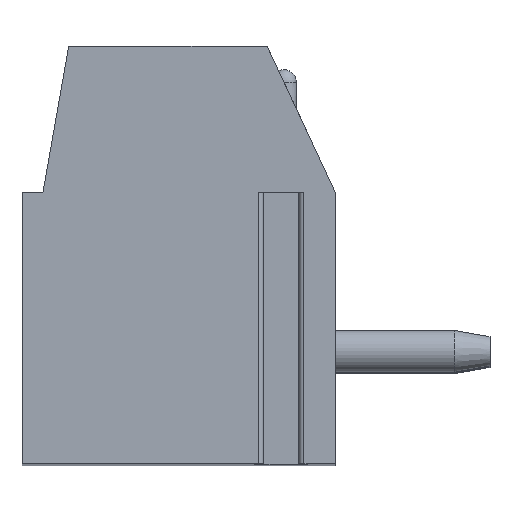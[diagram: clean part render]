
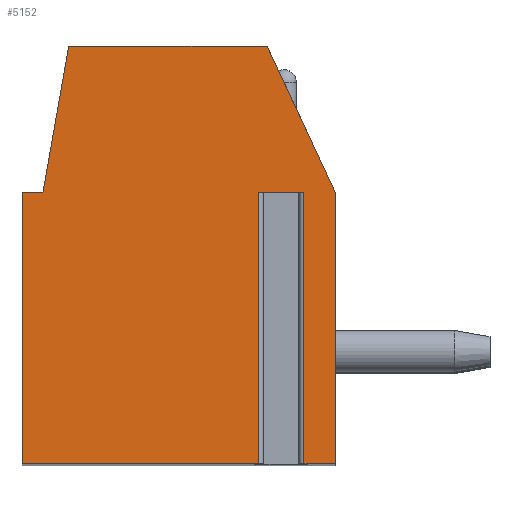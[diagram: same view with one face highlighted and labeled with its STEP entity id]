
A CAD part, top view. The second image highlights one B-rep face of the part: STEP entity #5152.
In plain terms, the highlighted planar face has unit normal (0, 0, 1).
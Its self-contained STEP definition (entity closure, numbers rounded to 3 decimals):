
#13=DIRECTION('',(-1.,0.,0.));
#14=VECTOR('',#13,1.097);
#15=CARTESIAN_POINT('',(2.998,1.5,22.86));
#16=LINE('',#15,#14);
#17=DIRECTION('',(0.,-1.,0.));
#18=VECTOR('',#17,6.5);
#19=CARTESIAN_POINT('',(1.902,1.5,22.86));
#20=LINE('',#19,#18);
#21=DIRECTION('',(1.,0.,0.));
#22=VECTOR('',#21,5.652);
#23=CARTESIAN_POINT('',(-3.75,-5.,22.86));
#24=LINE('',#23,#22);
#25=DIRECTION('',(0.,-1.,0.));
#26=VECTOR('',#25,6.5);
#27=CARTESIAN_POINT('',(-3.75,1.5,22.86));
#28=LINE('',#27,#26);
#29=DIRECTION('',(-1.,0.,0.));
#30=VECTOR('',#29,0.5);
#31=CARTESIAN_POINT('',(-3.25,1.5,22.86));
#32=LINE('',#31,#30);
#33=DIRECTION('',(-0.174,-0.985,0.));
#34=VECTOR('',#33,3.554);
#35=CARTESIAN_POINT('',(-2.633,5.,22.86));
#36=LINE('',#35,#34);
#37=DIRECTION('',(-1.,0.,0.));
#38=VECTOR('',#37,4.751);
#39=CARTESIAN_POINT('',(2.118,5.,22.86));
#40=LINE('',#39,#38);
#41=DIRECTION('',(-0.423,0.906,0.));
#42=VECTOR('',#41,3.862);
#43=CARTESIAN_POINT('',(3.75,1.5,22.86));
#44=LINE('',#43,#42);
#45=DIRECTION('',(0.,1.,0.));
#46=VECTOR('',#45,6.5);
#47=CARTESIAN_POINT('',(3.75,-5.,22.86));
#48=LINE('',#47,#46);
#49=DIRECTION('',(1.,0.,0.));
#50=VECTOR('',#49,0.752);
#51=CARTESIAN_POINT('',(2.998,-5.,22.86));
#52=LINE('',#51,#50);
#53=DIRECTION('',(0.,-1.,0.));
#54=VECTOR('',#53,6.5);
#55=CARTESIAN_POINT('',(2.998,1.5,22.86));
#56=LINE('',#55,#54);
#4093=CARTESIAN_POINT('',(-2.633,5.,22.86));
#4094=CARTESIAN_POINT('',(-3.25,1.5,22.86));
#4095=VERTEX_POINT('',#4093);
#4096=VERTEX_POINT('',#4094);
#4097=CARTESIAN_POINT('',(-3.75,1.5,22.86));
#4098=VERTEX_POINT('',#4097);
#4099=CARTESIAN_POINT('',(-3.75,-5.,22.86));
#4100=VERTEX_POINT('',#4099);
#4101=CARTESIAN_POINT('',(3.75,-5.,22.86));
#4102=CARTESIAN_POINT('',(3.75,1.5,22.86));
#4103=VERTEX_POINT('',#4101);
#4104=VERTEX_POINT('',#4102);
#4105=CARTESIAN_POINT('',(2.118,5.,22.86));
#4106=VERTEX_POINT('',#4105);
#4165=CARTESIAN_POINT('',(2.998,1.5,22.86));
#4166=CARTESIAN_POINT('',(1.902,1.5,22.86));
#4167=VERTEX_POINT('',#4165);
#4168=VERTEX_POINT('',#4166);
#4169=CARTESIAN_POINT('',(1.902,-5.,22.86));
#4170=VERTEX_POINT('',#4169);
#4171=CARTESIAN_POINT('',(2.998,-5.,22.86));
#4172=VERTEX_POINT('',#4171);
#5123=CARTESIAN_POINT('',(0.,0.,22.86));
#5124=DIRECTION('',(0.,0.,1.));
#5125=DIRECTION('',(1.,0.,0.));
#5126=AXIS2_PLACEMENT_3D('',#5123,#5124,#5125);
#5127=PLANE('',#5126);
#5129=ORIENTED_EDGE('',*,*,#5128,.T.);
#5131=ORIENTED_EDGE('',*,*,#5130,.T.);
#5133=ORIENTED_EDGE('',*,*,#5132,.F.);
#5135=ORIENTED_EDGE('',*,*,#5134,.F.);
#5137=ORIENTED_EDGE('',*,*,#5136,.F.);
#5139=ORIENTED_EDGE('',*,*,#5138,.F.);
#5141=ORIENTED_EDGE('',*,*,#5140,.F.);
#5143=ORIENTED_EDGE('',*,*,#5142,.F.);
#5145=ORIENTED_EDGE('',*,*,#5144,.F.);
#5147=ORIENTED_EDGE('',*,*,#5146,.F.);
#5149=ORIENTED_EDGE('',*,*,#5148,.F.);
#5150=EDGE_LOOP('',(#5129,#5131,#5133,#5135,#5137,#5139,#5141,#5143,#5145,#5147,
#5149));
#5151=FACE_OUTER_BOUND('',#5150,.F.);
#5128=EDGE_CURVE('',#4167,#4168,#16,.T.);
#5130=EDGE_CURVE('',#4168,#4170,#20,.T.);
#5132=EDGE_CURVE('',#4100,#4170,#24,.T.);
#5134=EDGE_CURVE('',#4098,#4100,#28,.T.);
#5136=EDGE_CURVE('',#4096,#4098,#32,.T.);
#5138=EDGE_CURVE('',#4095,#4096,#36,.T.);
#5140=EDGE_CURVE('',#4106,#4095,#40,.T.);
#5142=EDGE_CURVE('',#4104,#4106,#44,.T.);
#5144=EDGE_CURVE('',#4103,#4104,#48,.T.);
#5146=EDGE_CURVE('',#4172,#4103,#52,.T.);
#5148=EDGE_CURVE('',#4167,#4172,#56,.T.);
#5152=ADVANCED_FACE('',(#5151),#5127,.T.);
